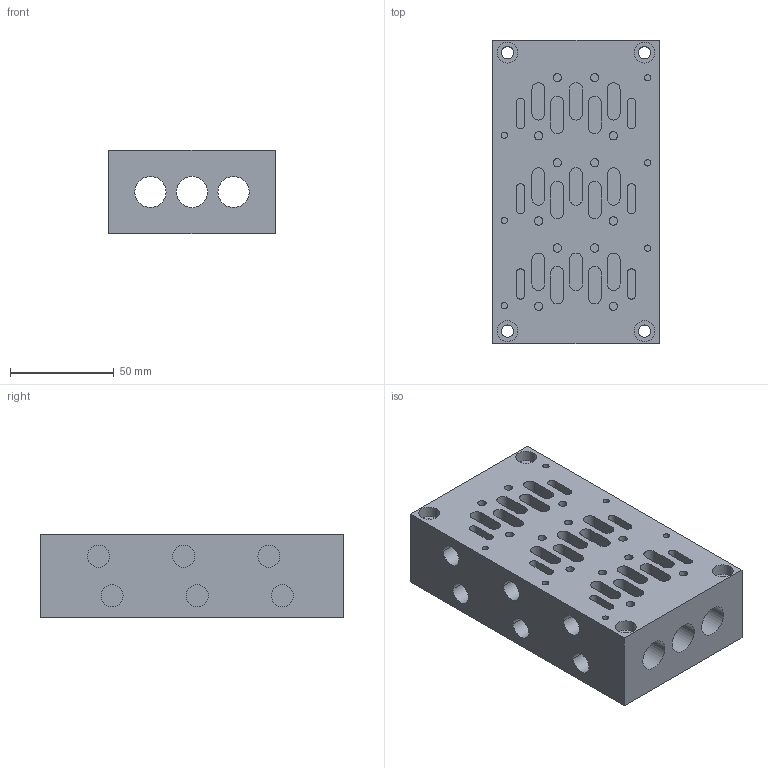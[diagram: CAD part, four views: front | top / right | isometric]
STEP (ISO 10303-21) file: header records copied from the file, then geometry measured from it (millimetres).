
FILE_DESCRIPTION((''),'2;1');
FILE_NAME('00_233_1.stp','2003-01-03T03:34:26',('Branislav Petkovic'),('AZ Pneumatica'),'AutoCAD STEP 2000i','AutoCAD 2000i','Via J. F. Kennedy, 26, 20020 Misinto (MI), ITALY');
FILE_SCHEMA(('CONFIG_CONTROL_DESIGN'));
Length unit declared in the file: millimetre
Products named in the file (2): 00_233_1; PART1
Assembly tree (1 placements, depth 2):
  00_233_1
    PART1
Bounding box: 80 x 146 x 40 mm (x, y, z)
Surface area: 77332.3 mm2 (no closed solid volume)
Topology: 0 solids, 1 shells, 227 faces, 510 edges, 340 vertices
Faces by surface type: cylinder 124, plane 103
Entity records: 6569 total; most frequent: DIRECTION 1216, CARTESIAN_POINT 1079, ORIENTED_EDGE 1020, EDGE_CURVE 510, AXIS2_PLACEMENT_3D 477, VERTEX_POINT 340, EDGE_LOOP 296, VECTOR 262
